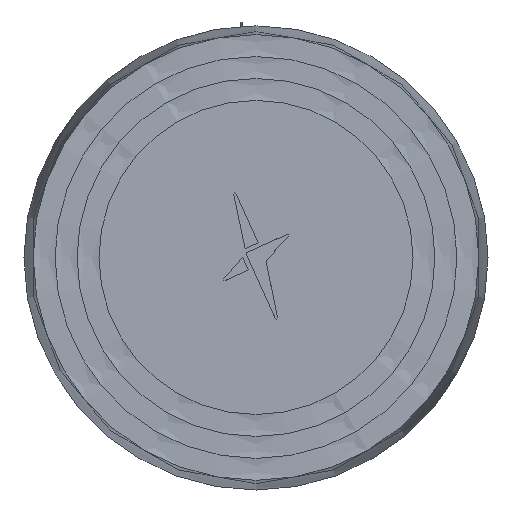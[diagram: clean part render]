
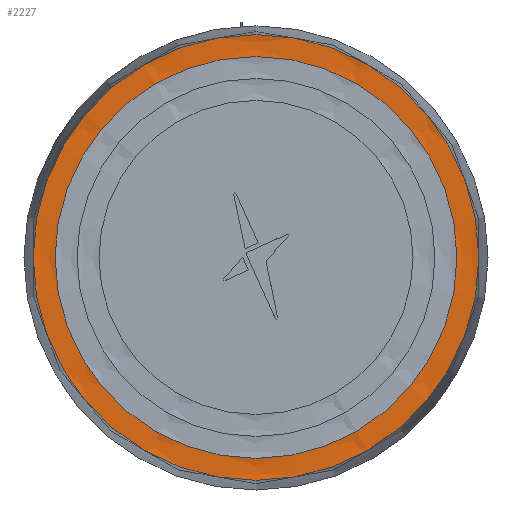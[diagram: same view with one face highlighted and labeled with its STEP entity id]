
A CAD part, top view. The second image highlights one B-rep face of the part: STEP entity #2227.
In plain terms, the highlighted free-form (B-spline) face has degree [3, 3] with [4, 7] control points.
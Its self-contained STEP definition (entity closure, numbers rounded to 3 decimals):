
#184 = CARTESIAN_POINT ( 'NONE',  ( -1.295, 74.589, 30.113 ) ) ;
#426 = CARTESIAN_POINT ( 'NONE',  ( 51.079, -30.158, 30.3 ) ) ;
#716 =( BOUNDED_SURFACE ( )  B_SPLINE_SURFACE ( 3, 3, ( 
 ( #3085, #8793, #17106, #9949, #15477, #7134, #15658 ),
 ( #5776, #184, #10124, #15724, #14155, #16923, #7376 ),
 ( #8548, #15541, #17227, #15846, #7503, #7436, #1836 ),
 ( #10240, #3205, #12990, #8859, #426, #11656, #3268 ) ),
 .UNSPECIFIED., .F., .T., .F. ) 
 B_SPLINE_SURFACE_WITH_KNOTS ( ( 4, 4 ),
 ( 4, 3, 4 ),
 ( 0., 1. ),
 ( 0., 0.5, 1. ),
 .UNSPECIFIED. ) 
 GEOMETRIC_REPRESENTATION_ITEM ( )  RATIONAL_B_SPLINE_SURFACE ( (
 ( 1., 0.333, 0.333, 1., 0.333, 0.333, 1.),
 ( 0.985, 0.328, 0.328, 0.985, 0.328, 0.328, 0.985),
 ( 0.985, 0.328, 0.328, 0.985, 0.328, 0.328, 0.985),
 ( 1., 0.333, 0.333, 1., 0.333, 0.333, 1.) ) ) 
 REPRESENTATION_ITEM ( '' )  SURFACE ( )  );
#1836 = CARTESIAN_POINT ( 'NONE',  ( -2.197, 24., 30.113 ) ) ;
#2189 = VERTEX_POINT ( 'NONE', #4948 ) ;
#2227 = ADVANCED_FACE ( 'NONE', ( #9736, #5572 ), #716, .F. ) ;
#2632 = EDGE_CURVE ( 'NONE', #2189, #2189, #7974, .T. ) ;
#3085 = CARTESIAN_POINT ( 'NONE',  ( -0.412, 24., 30.3 ) ) ;
#3205 = CARTESIAN_POINT ( 'NONE',  ( -3.079, 78.158, 30.3 ) ) ;
#3268 = CARTESIAN_POINT ( 'NONE',  ( -3.079, 24., 30.3 ) ) ;
#4472 = DIRECTION ( 'NONE',  ( 0., 0., -1. ) ) ;
#4948 = CARTESIAN_POINT ( 'NONE',  ( -0.412, 24., 30.3 ) ) ;
#5572 = FACE_OUTER_BOUND ( 'NONE', #13591, .T. ) ;
#5776 = CARTESIAN_POINT ( 'NONE',  ( -1.295, 24., 30.113 ) ) ;
#5989 = CARTESIAN_POINT ( 'NONE',  ( 24., 24., 30.3 ) ) ;
#7134 = CARTESIAN_POINT ( 'NONE',  ( -0.412, -24.825, 30.3 ) ) ;
#7376 = CARTESIAN_POINT ( 'NONE',  ( -1.295, 24., 30.113 ) ) ;
#7436 = CARTESIAN_POINT ( 'NONE',  ( -2.197, -28.393, 30.113 ) ) ;
#7503 = CARTESIAN_POINT ( 'NONE',  ( 50.197, -28.393, 30.113 ) ) ;
#7974 = CIRCLE ( 'NONE', #16020, 24.412 ) ;
#8548 = CARTESIAN_POINT ( 'NONE',  ( -2.197, 24., 30.113 ) ) ;
#8793 = CARTESIAN_POINT ( 'NONE',  ( -0.412, 72.825, 30.3 ) ) ;
#8859 = CARTESIAN_POINT ( 'NONE',  ( 51.079, 24., 30.3 ) ) ;
#9023 = ORIENTED_EDGE ( 'NONE', *, *, #2632, .F. ) ;
#9736 = FACE_OUTER_BOUND ( 'NONE', #11404, .T. ) ;
#9949 = CARTESIAN_POINT ( 'NONE',  ( 48.412, 24., 30.3 ) ) ;
#10067 = EDGE_CURVE ( 'NONE', #17526, #17526, #12669, .T. ) ;
#10124 = CARTESIAN_POINT ( 'NONE',  ( 49.295, 74.589, 30.113 ) ) ;
#10240 = CARTESIAN_POINT ( 'NONE',  ( -3.079, 24., 30.3 ) ) ;
#10607 = ORIENTED_EDGE ( 'NONE', *, *, #10067, .F. ) ;
#11383 = DIRECTION ( 'NONE',  ( 1., 0., 0. ) ) ;
#11404 = EDGE_LOOP ( 'NONE', ( #9023 ) ) ;
#11636 = AXIS2_PLACEMENT_3D ( 'NONE', #5989, #4472, #11383 ) ;
#11656 = CARTESIAN_POINT ( 'NONE',  ( -3.079, -30.158, 30.3 ) ) ;
#12669 = CIRCLE ( 'NONE', #11636, 27.079 ) ;
#12990 = CARTESIAN_POINT ( 'NONE',  ( 51.079, 78.158, 30.3 ) ) ;
#13025 = CARTESIAN_POINT ( 'NONE',  ( 24., 24., 30.3 ) ) ;
#13591 = EDGE_LOOP ( 'NONE', ( #10607 ) ) ;
#14155 = CARTESIAN_POINT ( 'NONE',  ( 49.295, -26.589, 30.113 ) ) ;
#14309 = DIRECTION ( 'NONE',  ( -1., 0., 0. ) ) ;
#14607 = CARTESIAN_POINT ( 'NONE',  ( 51.079, 24., 30.3 ) ) ;
#15477 = CARTESIAN_POINT ( 'NONE',  ( 48.412, -24.825, 30.3 ) ) ;
#15541 = CARTESIAN_POINT ( 'NONE',  ( -2.197, 76.393, 30.113 ) ) ;
#15658 = CARTESIAN_POINT ( 'NONE',  ( -0.412, 24., 30.3 ) ) ;
#15724 = CARTESIAN_POINT ( 'NONE',  ( 49.295, 24., 30.113 ) ) ;
#15826 = DIRECTION ( 'NONE',  ( 0., 0., 1. ) ) ;
#15846 = CARTESIAN_POINT ( 'NONE',  ( 50.197, 24., 30.113 ) ) ;
#16020 = AXIS2_PLACEMENT_3D ( 'NONE', #13025, #15826, #14309 ) ;
#16923 = CARTESIAN_POINT ( 'NONE',  ( -1.295, -26.589, 30.113 ) ) ;
#17106 = CARTESIAN_POINT ( 'NONE',  ( 48.412, 72.825, 30.3 ) ) ;
#17227 = CARTESIAN_POINT ( 'NONE',  ( 50.197, 76.393, 30.113 ) ) ;
#17526 = VERTEX_POINT ( 'NONE', #14607 ) ;
